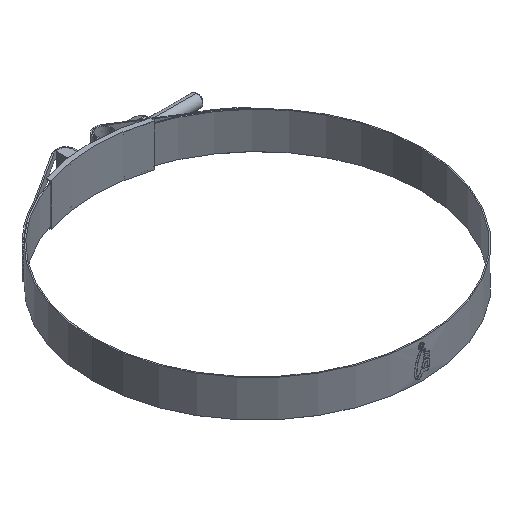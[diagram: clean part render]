
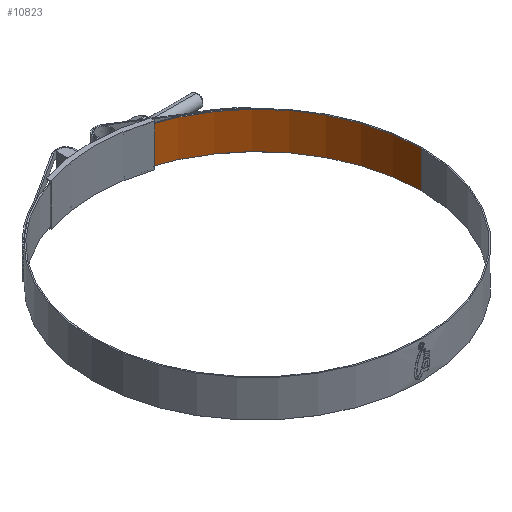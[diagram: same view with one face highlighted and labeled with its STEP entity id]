
A CAD part, isometric view. The second image highlights one B-rep face of the part: STEP entity #10823.
In plain terms, the highlighted cylindrical face has radius 85 mm (diameter 170 mm), a partial arc.
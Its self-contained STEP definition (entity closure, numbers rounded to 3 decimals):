
#227 = CARTESIAN_POINT ( 'NONE',  ( 9.444, 84.474, 9.525 ) ) ;
#283 = DIRECTION ( 'NONE',  ( -1., 0., 0. ) ) ;
#1028 = CARTESIAN_POINT ( 'NONE',  ( 85., 0., -9.525 ) ) ;
#1432 = AXIS2_PLACEMENT_3D ( 'NONE', #12100, #9986, #9918 ) ;
#1826 = LINE ( 'NONE', #8434, #5817 ) ;
#2054 = ORIENTED_EDGE ( 'NONE', *, *, #8458, .F. ) ;
#2100 = CARTESIAN_POINT ( 'NONE',  ( 0., 0., 9.525 ) ) ;
#2307 = DIRECTION ( 'NONE',  ( -1., 0., 0. ) ) ;
#2553 = CARTESIAN_POINT ( 'NONE',  ( 85., 0., 9.525 ) ) ;
#4429 = EDGE_CURVE ( 'NONE', #11542, #6703, #1826, .T. ) ;
#4693 = VECTOR ( 'NONE', #5330, 1000. ) ;
#4789 = VERTEX_POINT ( 'NONE', #1028 ) ;
#5080 = EDGE_CURVE ( 'NONE', #6703, #4789, #6301, .T. ) ;
#5330 = DIRECTION ( 'NONE',  ( 0., 0., -1. ) ) ;
#5411 = CARTESIAN_POINT ( 'NONE',  ( 85., 0., 9.525 ) ) ;
#5817 = VECTOR ( 'NONE', #6254, 1000. ) ;
#6254 = DIRECTION ( 'NONE',  ( 0., 0., -1. ) ) ;
#6301 = CIRCLE ( 'NONE', #1432, 85. ) ;
#6430 = LINE ( 'NONE', #5411, #4693 ) ;
#6433 = ORIENTED_EDGE ( 'NONE', *, *, #9938, .F. ) ;
#6703 = VERTEX_POINT ( 'NONE', #9381 ) ;
#6976 = AXIS2_PLACEMENT_3D ( 'NONE', #2100, #8991, #2307 ) ;
#7233 = CIRCLE ( 'NONE', #8869, 85. ) ;
#7903 = CARTESIAN_POINT ( 'NONE',  ( 0., 0., 9.525 ) ) ;
#8434 = CARTESIAN_POINT ( 'NONE',  ( 9.444, 84.474, 9.525 ) ) ;
#8458 = EDGE_CURVE ( 'NONE', #11542, #13144, #7233, .T. ) ;
#8702 = ORIENTED_EDGE ( 'NONE', *, *, #4429, .T. ) ;
#8869 = AXIS2_PLACEMENT_3D ( 'NONE', #7903, #13488, #283 ) ;
#8991 = DIRECTION ( 'NONE',  ( 0., 0., -1. ) ) ;
#9381 = CARTESIAN_POINT ( 'NONE',  ( 9.444, 84.474, -9.525 ) ) ;
#9865 = FACE_OUTER_BOUND ( 'NONE', #12919, .T. ) ;
#9918 = DIRECTION ( 'NONE',  ( -1., 0., 0. ) ) ;
#9938 = EDGE_CURVE ( 'NONE', #13144, #4789, #6430, .T. ) ;
#9986 = DIRECTION ( 'NONE',  ( 0., 0., -1. ) ) ;
#10823 = ADVANCED_FACE ( 'NONE', ( #9865 ), #13135, .F. ) ;
#11542 = VERTEX_POINT ( 'NONE', #227 ) ;
#12100 = CARTESIAN_POINT ( 'NONE',  ( 0., 0., -9.525 ) ) ;
#12122 = ORIENTED_EDGE ( 'NONE', *, *, #5080, .T. ) ;
#12919 = EDGE_LOOP ( 'NONE', ( #6433, #2054, #8702, #12122 ) ) ;
#13135 = CYLINDRICAL_SURFACE ( 'NONE', #6976, 85. ) ;
#13144 = VERTEX_POINT ( 'NONE', #2553 ) ;
#13488 = DIRECTION ( 'NONE',  ( 0., 0., -1. ) ) ;
